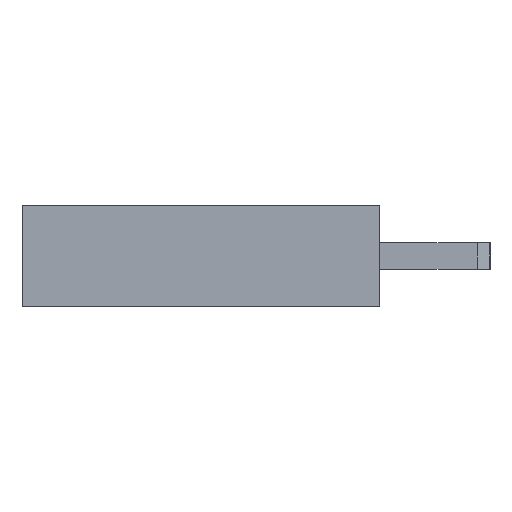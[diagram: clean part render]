
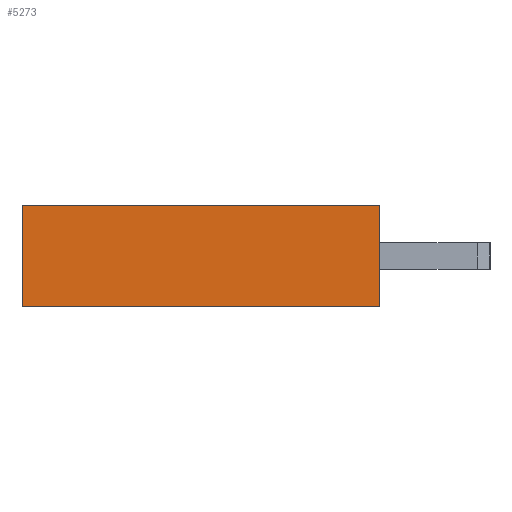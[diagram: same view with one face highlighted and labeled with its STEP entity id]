
A CAD part, left-side view. The second image highlights one B-rep face of the part: STEP entity #5273.
In plain terms, the highlighted planar face has unit normal (-1, 0, 0).
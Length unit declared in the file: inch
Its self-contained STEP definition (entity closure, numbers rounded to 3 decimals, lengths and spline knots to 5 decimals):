
#1183=ORIENTED_EDGE('',*,*,#2164,.T.);
#1184=ORIENTED_EDGE('',*,*,#1923,.F.);
#1185=ORIENTED_EDGE('',*,*,#2195,.F.);
#1186=ORIENTED_EDGE('',*,*,#1915,.T.);
#1915=EDGE_CURVE('',#2528,#2527,#3135,.T.);
#1923=EDGE_CURVE('',#2535,#2536,#3143,.T.);
#2164=EDGE_CURVE('',#2527,#2536,#3384,.T.);
#2195=EDGE_CURVE('',#2528,#2535,#3415,.T.);
#2527=VERTEX_POINT('',#7736);
#2528=VERTEX_POINT('',#7738);
#2535=VERTEX_POINT('',#7753);
#2536=VERTEX_POINT('',#7755);
#3135=LINE('',#7737,#3867);
#3143=LINE('',#7754,#3875);
#3384=LINE('',#8235,#4116);
#3415=LINE('',#8282,#4147);
#3867=VECTOR('',#6312,39.37008);
#3875=VECTOR('',#6322,39.37008);
#4116=VECTOR('',#6685,39.37008);
#4147=VECTOR('',#6748,39.37008);
#4409=EDGE_LOOP('',(#1183,#1184,#1185,#1186));
#4717=FACE_BOUND('',#4409,.T.);
#5010=PLANE('',#5563);
#5273=ADVANCED_FACE('',(#4717),#5010,.F.);
#5563=AXIS2_PLACEMENT_3D('',#8281,#6746,#6747);
#6312=DIRECTION('',(0.,-1.,0.));
#6322=DIRECTION('',(0.,-1.,0.));
#6685=DIRECTION('',(0.,0.,1.));
#6746=DIRECTION('',(1.,0.,0.));
#6747=DIRECTION('',(0.,0.,-1.));
#6748=DIRECTION('',(0.,0.,1.));
#7736=CARTESIAN_POINT('',(-0.76,0.,-0.0475));
#7737=CARTESIAN_POINT('',(-0.76,0.335,-0.0475));
#7738=CARTESIAN_POINT('',(-0.76,0.335,-0.0475));
#7753=CARTESIAN_POINT('',(-0.76,0.335,0.0475));
#7754=CARTESIAN_POINT('',(-0.76,0.335,0.0475));
#7755=CARTESIAN_POINT('',(-0.76,0.,0.0475));
#8235=CARTESIAN_POINT('',(-0.76,0.,-0.0475));
#8281=CARTESIAN_POINT('',(-0.76,0.335,-0.0475));
#8282=CARTESIAN_POINT('',(-0.76,0.335,-0.0475));
